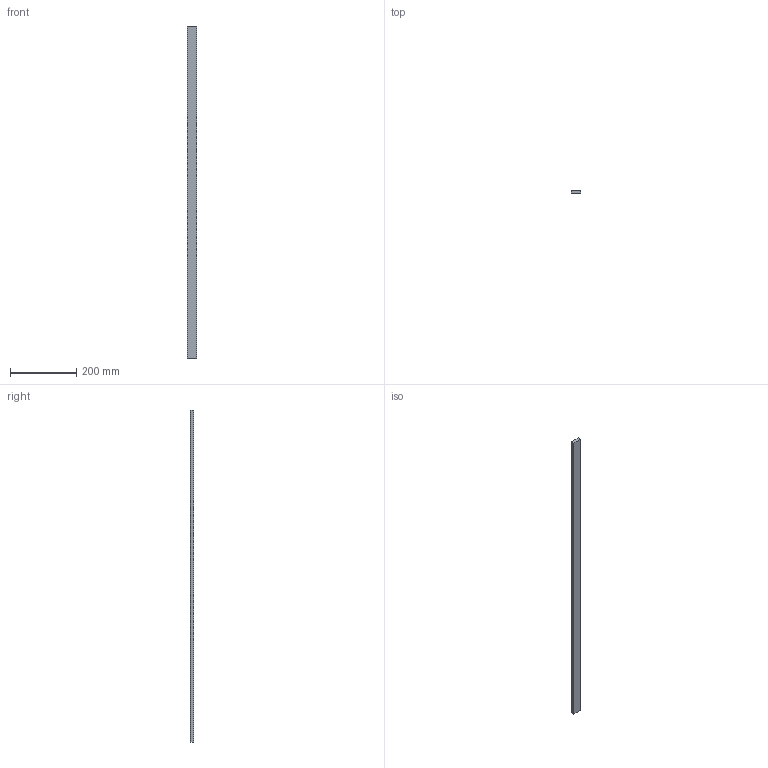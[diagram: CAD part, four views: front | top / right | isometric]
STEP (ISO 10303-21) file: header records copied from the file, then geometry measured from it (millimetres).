
FILE_DESCRIPTION((''),'2;1');
FILE_NAME('12196_DRSNI_PROFIL_U10-U10','2022-09-19T08:26:11',('PredragRovcanin'),('Audax d.o.o.'),'CREO PARAMETRIC BY PTC INC, 2020281','CREO PARAMETRIC BY PTC INC, 2020281','');
FILE_SCHEMA(('AP242_MANAGED_MODEL_BASED_3D_ENGINEERING_MIM_LF { 1 0 10303 442 1 1 4 }'));
Length unit declared in the file: millimetre
Products named in the file (1): 12196_DRSNI_PROFIL_U10-U10
Bounding box: 30 x 10 x 1000 mm (x, y, z)
Volume: 299500 mm3; surface area: 79427.4 mm2
Topology: 1 solids, 1 shells, 10 faces, 27 edges, 22 vertices
Faces by surface type: plane 10
Entity records: 982 total; most frequent: COLOUR_RGB 321, DIRECTION 75, CARTESIAN_POINT 72, ORIENTED_EDGE 48, PRESENTATION_STYLE_ASSIGNMENT 33, STYLED_ITEM 33, CURVE_STYLE 28, VECTOR 27
